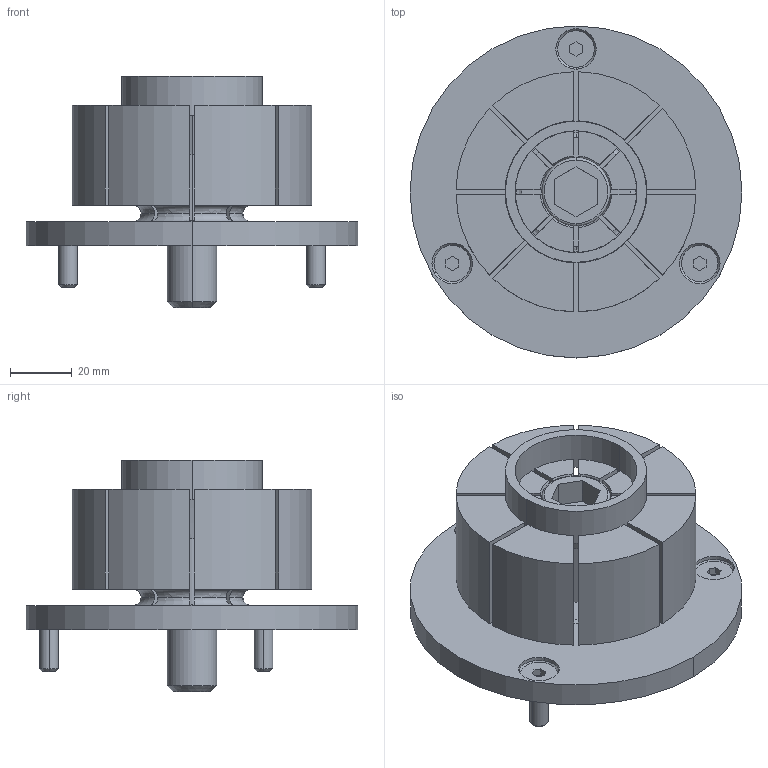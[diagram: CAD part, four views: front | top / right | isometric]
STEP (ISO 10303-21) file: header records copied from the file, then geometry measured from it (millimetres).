
FILE_DESCRIPTION (( 'STEP AP203' ), '1' );
FILE_NAME ('mbid16c.STEP', '2019-12-04T04:52:22', ( '' ), ( '' ), 'SwSTEP 2.0', 'SolidWorks 2018', '' );
FILE_SCHEMA (( 'CONFIG_CONTROL_DESIGN' ));
Length unit declared in the file: millimetre
Products named in the file (7): mbid16c_02; mbid16c_01; mbid16c_05; mbid16c; mbid16c_04; mbid16c_06; mbid16c_03
Assembly tree (6 placements, depth 2):
  mbid16c
    mbid16c_01
    mbid16c_02
    mbid16c_03
    mbid16c_04
    mbid16c_05
    mbid16c_06
Bounding box: 107.49 x 107.49 x 75.03 mm (x, y, z)
Volume: 224004.5 mm3; surface area: 64834.2 mm2
Topology: 6 solids, 6 shells, 197 faces, 506 edges, 326 vertices
Faces by surface type: plane 97, cylinder 58, cone 30, torus 12
Entity records: 7111 total; most frequent: CARTESIAN_POINT 1490, DIRECTION 1056, ORIENTED_EDGE 1012, EDGE_CURVE 506, AXIS2_PLACEMENT_3D 392, VERTEX_POINT 326, LINE 272, VECTOR 272
